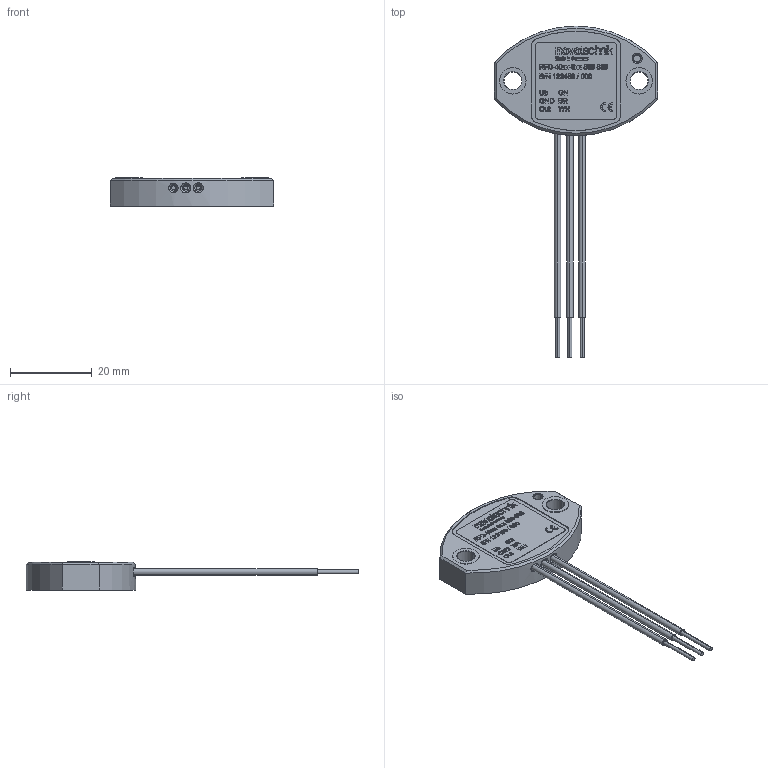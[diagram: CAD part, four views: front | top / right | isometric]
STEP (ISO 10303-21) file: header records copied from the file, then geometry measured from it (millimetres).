
FILE_DESCRIPTION (( 'STEP AP214' ), '1' );
FILE_NAME ('RFD_single.STEP', '2015-05-18T08:26:17', ( 'dummy' ), ( 'Microsoft' ), 'SwSTEP 2.0', 'SolidWorks 2014', '' );
FILE_SCHEMA (( 'AUTOMOTIVE_DESIGN' ));
Length unit declared in the file: millimetre
Products named in the file (1): RFD_single
Bounding box: 40.12 x 81.45 x 7 mm (x, y, z)
Volume: 5497.5 mm3; surface area: 8649.7 mm2
Topology: 16 solids, 16 shells, 1915 faces, 5002 edges, 3299 vertices
Faces by surface type: plane 1008, bspline 666, cylinder 123, cone 70, torus 48
Entity records: 110135 total; most frequent: CARTESIAN_POINT 46016, ORIENTED_EDGE 10004, DIRECTION 6570, EDGE_CURVE 5002, VERTEX_POINT 3299, VECTOR 3166, LINE 3166, EDGE_LOOP 2139
